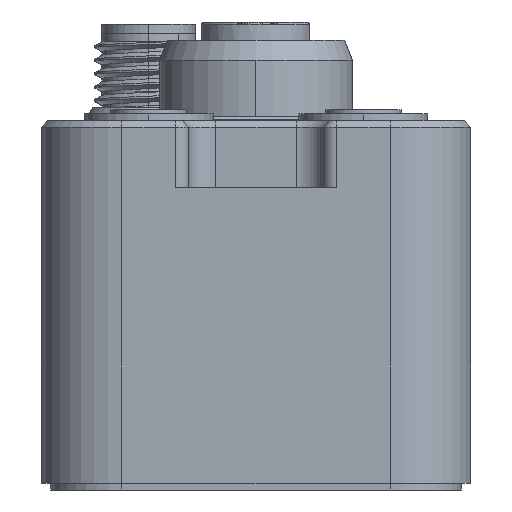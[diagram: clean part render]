
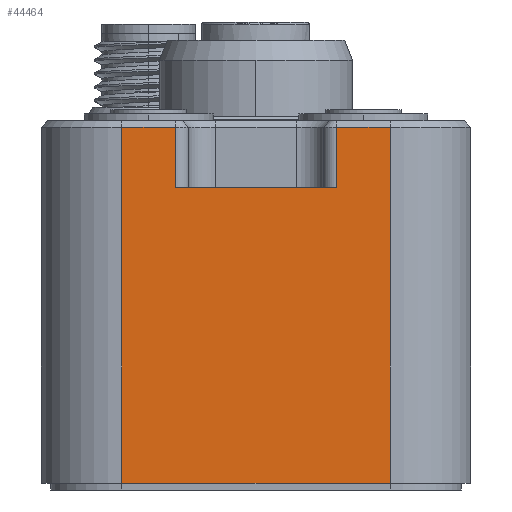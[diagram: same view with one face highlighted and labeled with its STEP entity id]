
A CAD part, front view. The second image highlights one B-rep face of the part: STEP entity #44464.
In plain terms, the highlighted planar face has unit normal (0, -1, 0).
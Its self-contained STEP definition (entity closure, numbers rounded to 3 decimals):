
#4460=DIRECTION('',(1.,0.,0.));
#4461=VECTOR('',#4460,4.);
#4462=CARTESIAN_POINT('',(-15.,-150.5,4.9));
#4463=LINE('',#4462,#4461);
#4540=DIRECTION('',(1.,0.,0.));
#4541=VECTOR('',#4540,4.);
#4542=CARTESIAN_POINT('',(1.,-150.5,4.9));
#4543=LINE('',#4542,#4541);
#4773=DIRECTION('',(0.,0.,-1.));
#4774=VECTOR('',#4773,26.5);
#4775=CARTESIAN_POINT('',(5.,-150.5,4.9));
#4776=LINE('',#4775,#4774);
#5134=DIRECTION('',(0.,0.,1.));
#5135=VECTOR('',#5134,4.5);
#5136=CARTESIAN_POINT('',(1.,-150.5,0.4));
#5137=LINE('',#5136,#5135);
#5142=DIRECTION('',(-1.,0.,0.));
#5143=VECTOR('',#5142,12.);
#5144=CARTESIAN_POINT('',(1.,-150.5,0.4));
#5145=LINE('',#5144,#5143);
#5146=DIRECTION('',(1.,0.,0.));
#5147=VECTOR('',#5146,20.);
#5148=CARTESIAN_POINT('',(-15.,-150.5,-21.6));
#5149=LINE('',#5148,#5147);
#5150=DIRECTION('',(0.,0.,1.));
#5151=VECTOR('',#5150,26.5);
#5152=CARTESIAN_POINT('',(-15.,-150.5,-21.6));
#5153=LINE('',#5152,#5151);
#6029=DIRECTION('',(0.,0.,-1.));
#6030=VECTOR('',#6029,4.5);
#6031=CARTESIAN_POINT('',(-11.,-150.5,4.9));
#6032=LINE('',#6031,#6030);
#31766=CARTESIAN_POINT('',(5.,-150.5,-21.6));
#31767=VERTEX_POINT('',#31766);
#31768=CARTESIAN_POINT('',(-15.,-150.5,-21.6));
#31769=VERTEX_POINT('',#31768);
#32114=CARTESIAN_POINT('',(-15.,-150.5,4.9));
#32115=VERTEX_POINT('',#32114);
#32116=CARTESIAN_POINT('',(5.,-150.5,4.9));
#32117=VERTEX_POINT('',#32116);
#32118=CARTESIAN_POINT('',(1.,-150.5,4.9));
#32119=VERTEX_POINT('',#32118);
#32120=CARTESIAN_POINT('',(1.,-150.5,0.4));
#32121=VERTEX_POINT('',#32120);
#32122=CARTESIAN_POINT('',(-11.,-150.5,0.4));
#32123=VERTEX_POINT('',#32122);
#32124=CARTESIAN_POINT('',(-11.,-150.5,4.9));
#32125=VERTEX_POINT('',#32124);
#44447=CARTESIAN_POINT('',(-5.,-150.5,-21.6));
#44448=DIRECTION('',(0.,-1.,0.));
#44449=DIRECTION('',(0.,0.,1.));
#44450=AXIS2_PLACEMENT_3D('',#44447,#44448,#44449);
#44451=PLANE('',#44450);
#44453=ORIENTED_EDGE('',*,*,#44452,.T.);
#44454=ORIENTED_EDGE('',*,*,#43527,.T.);
#44456=ORIENTED_EDGE('',*,*,#44455,.T.);
#44457=ORIENTED_EDGE('',*,*,#44379,.F.);
#44458=ORIENTED_EDGE('',*,*,#44439,.T.);
#44459=ORIENTED_EDGE('',*,*,#43637,.T.);
#44460=ORIENTED_EDGE('',*,*,#43981,.T.);
#44461=ORIENTED_EDGE('',*,*,#44002,.F.);
#44462=EDGE_LOOP('',(#44453,#44454,#44456,#44457,#44458,#44459,#44460,#44461));
#44463=FACE_OUTER_BOUND('',#44462,.F.);
#44464=ADVANCED_FACE('',(#44463),#44451,.T.);
#43527=EDGE_CURVE('',#32115,#32125,#4463,.T.);
#43637=EDGE_CURVE('',#32119,#32117,#4543,.T.);
#43981=EDGE_CURVE('',#32117,#31767,#4776,.T.);
#44002=EDGE_CURVE('',#31769,#31767,#5149,.T.);
#44379=EDGE_CURVE('',#32121,#32123,#5145,.T.);
#44439=EDGE_CURVE('',#32121,#32119,#5137,.T.);
#44452=EDGE_CURVE('',#31769,#32115,#5153,.T.);
#44455=EDGE_CURVE('',#32125,#32123,#6032,.T.);
